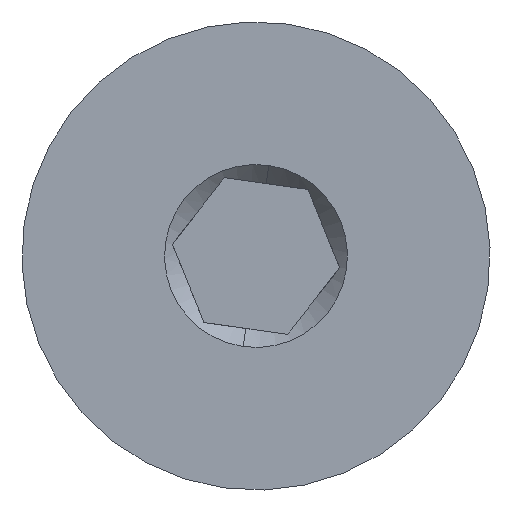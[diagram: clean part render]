
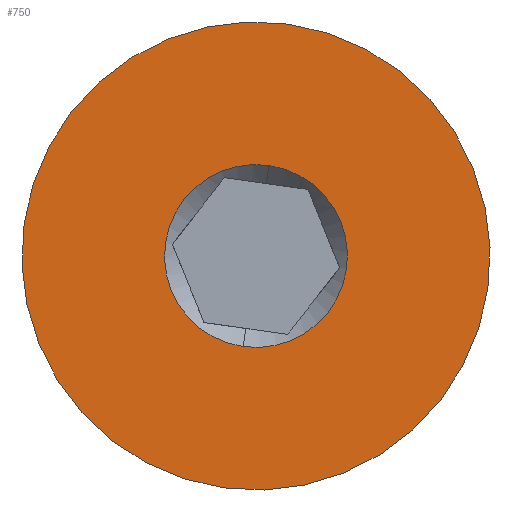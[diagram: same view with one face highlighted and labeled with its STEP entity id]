
A CAD part, front view. The second image highlights one B-rep face of the part: STEP entity #750.
In plain terms, the highlighted face is planar.
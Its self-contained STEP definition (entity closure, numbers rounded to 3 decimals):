
#35 = PLANE ( 'NONE',  #826 ) ;
#99 = DIRECTION ( 'NONE',  ( 0., -1., 0. ) ) ;
#163 = AXIS2_PLACEMENT_3D ( 'NONE', #468, #832, #1654 ) ;
#174 = DIRECTION ( 'NONE',  ( 0., -1., 0. ) ) ;
#218 = CARTESIAN_POINT ( 'NONE',  ( 0., 14.5, 0. ) ) ;
#309 = AXIS2_PLACEMENT_3D ( 'NONE', #1730, #1329, #371 ) ;
#353 = CIRCLE ( 'NONE', #309, 9.6 ) ;
#371 = DIRECTION ( 'NONE',  ( 0., 0., -1. ) ) ;
#468 = CARTESIAN_POINT ( 'NONE',  ( 0., 14.5, 0. ) ) ;
#480 = ORIENTED_EDGE ( 'NONE', *, *, #1471, .T. ) ;
#741 = VERTEX_POINT ( 'NONE', #1034 ) ;
#750 = ADVANCED_FACE ( 'NONE', ( #1751, #1385 ), #35, .F. ) ;
#826 = AXIS2_PLACEMENT_3D ( 'NONE', #1848, #99, #2222 ) ;
#832 = DIRECTION ( 'NONE',  ( 0., -1., 0. ) ) ;
#865 = EDGE_CURVE ( 'NONE', #1800, #741, #922, .T. ) ;
#922 = CIRCLE ( 'NONE', #163, 3.75 ) ;
#978 = EDGE_CURVE ( 'NONE', #1942, #1920, #353, .T. ) ;
#1034 = CARTESIAN_POINT ( 'NONE',  ( 0., 14.5, -3.75 ) ) ;
#1125 = DIRECTION ( 'NONE',  ( 0., 0., -1. ) ) ;
#1143 = ORIENTED_EDGE ( 'NONE', *, *, #1438, .F. ) ;
#1247 = CIRCLE ( 'NONE', #1940, 3.75 ) ;
#1270 = CIRCLE ( 'NONE', #1623, 9.6 ) ;
#1282 = CARTESIAN_POINT ( 'NONE',  ( 0., 14.5, 9.6 ) ) ;
#1286 = CARTESIAN_POINT ( 'NONE',  ( 0., 14.5, -9.6 ) ) ;
#1302 = DIRECTION ( 'NONE',  ( 0., -1., 0. ) ) ;
#1329 = DIRECTION ( 'NONE',  ( 0., -1., 0. ) ) ;
#1343 = CARTESIAN_POINT ( 'NONE',  ( 0., 14.5, 0. ) ) ;
#1385 = FACE_BOUND ( 'NONE', #1909, .T. ) ;
#1438 = EDGE_CURVE ( 'NONE', #1920, #1942, #1270, .T. ) ;
#1471 = EDGE_CURVE ( 'NONE', #741, #1800, #1247, .T. ) ;
#1473 = EDGE_LOOP ( 'NONE', ( #1805, #1143 ) ) ;
#1623 = AXIS2_PLACEMENT_3D ( 'NONE', #218, #174, #1664 ) ;
#1654 = DIRECTION ( 'NONE',  ( 0., 0., -1. ) ) ;
#1664 = DIRECTION ( 'NONE',  ( 0., 0., -1. ) ) ;
#1730 = CARTESIAN_POINT ( 'NONE',  ( 0., 14.5, 0. ) ) ;
#1751 = FACE_OUTER_BOUND ( 'NONE', #1473, .T. ) ;
#1800 = VERTEX_POINT ( 'NONE', #1959 ) ;
#1805 = ORIENTED_EDGE ( 'NONE', *, *, #978, .F. ) ;
#1848 = CARTESIAN_POINT ( 'NONE',  ( -9.6, 14.5, 0. ) ) ;
#1887 = ORIENTED_EDGE ( 'NONE', *, *, #865, .T. ) ;
#1909 = EDGE_LOOP ( 'NONE', ( #1887, #480 ) ) ;
#1920 = VERTEX_POINT ( 'NONE', #1282 ) ;
#1940 = AXIS2_PLACEMENT_3D ( 'NONE', #1343, #1302, #1125 ) ;
#1942 = VERTEX_POINT ( 'NONE', #1286 ) ;
#1959 = CARTESIAN_POINT ( 'NONE',  ( 0., 14.5, 3.75 ) ) ;
#2222 = DIRECTION ( 'NONE',  ( 0., 0., -1. ) ) ;
